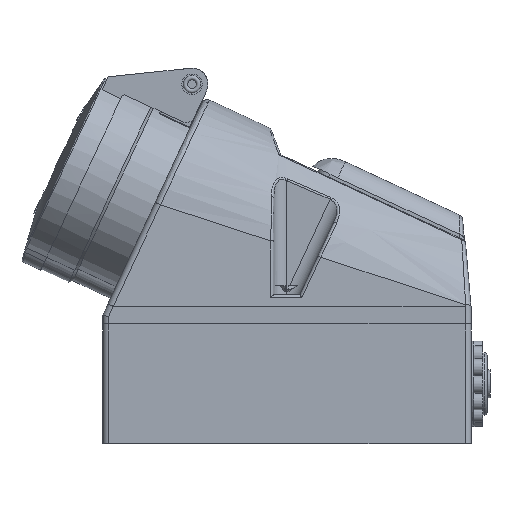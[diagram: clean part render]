
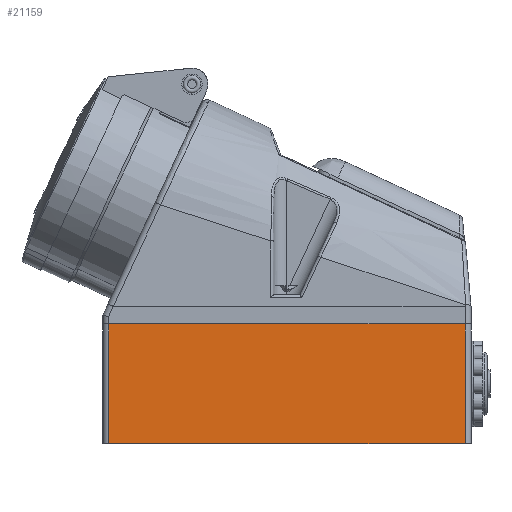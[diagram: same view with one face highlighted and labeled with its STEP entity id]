
A CAD part, left-side view. The second image highlights one B-rep face of the part: STEP entity #21159.
In plain terms, the highlighted planar face has unit normal (-1, 0, 0).
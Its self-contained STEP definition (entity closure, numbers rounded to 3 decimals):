
#2929=LINE('',#49307,#4343);
#2994=LINE('',#50309,#4408);
#2995=LINE('',#50310,#4409);
#2996=LINE('',#50311,#4410);
#4343=VECTOR('',#26294,10.);
#4408=VECTOR('',#26553,10.);
#4409=VECTOR('',#26554,10.);
#4410=VECTOR('',#26555,10.);
#6808=FACE_OUTER_BOUND('',#8091,.T.);
#8091=EDGE_LOOP('',(#19217,#19218,#19219,#19220));
#10473=VERTEX_POINT('',#49301);
#10475=VERTEX_POINT('',#49305);
#10552=VERTEX_POINT('',#50307);
#10553=VERTEX_POINT('',#50308);
#13333=EDGE_CURVE('',#10475,#10473,#2929,.T.);
#13476=EDGE_CURVE('',#10552,#10553,#2994,.T.);
#13477=EDGE_CURVE('',#10473,#10552,#2995,.T.);
#13478=EDGE_CURVE('',#10553,#10475,#2996,.T.);
#19217=ORIENTED_EDGE('',*,*,#13476,.F.);
#19218=ORIENTED_EDGE('',*,*,#13477,.F.);
#19219=ORIENTED_EDGE('',*,*,#13333,.F.);
#19220=ORIENTED_EDGE('',*,*,#13478,.F.);
#20064=PLANE('',#22517);
#21159=ADVANCED_FACE('',(#6808),#20064,.T.);
#22517=AXIS2_PLACEMENT_3D('',#50306,#26551,#26552);
#26294=DIRECTION('',(0.,0.,-1.));
#26551=DIRECTION('center_axis',(-1.,0.,0.));
#26552=DIRECTION('ref_axis',(0.,0.,1.));
#26553=DIRECTION('',(0.,0.,1.));
#26554=DIRECTION('',(0.,1.,0.));
#26555=DIRECTION('',(0.,-1.,0.));
#49301=CARTESIAN_POINT('',(-41.5,-61.,-41.));
#49305=CARTESIAN_POINT('',(-41.5,-61.,0.));
#49307=CARTESIAN_POINT('',(-41.5,-61.,0.));
#50306=CARTESIAN_POINT('Origin',(-41.5,60.5,0.));
#50307=CARTESIAN_POINT('',(-41.5,61.,-41.));
#50308=CARTESIAN_POINT('',(-41.5,61.,0.));
#50309=CARTESIAN_POINT('',(-41.5,61.,0.));
#50310=CARTESIAN_POINT('',(-41.5,-30.25,-41.));
#50311=CARTESIAN_POINT('',(-41.5,-30.25,0.));
